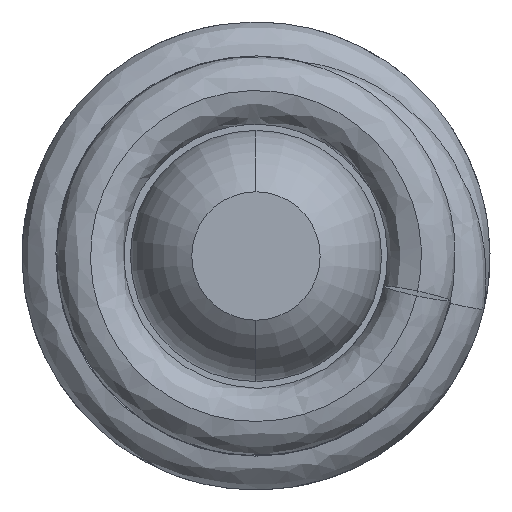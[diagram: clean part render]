
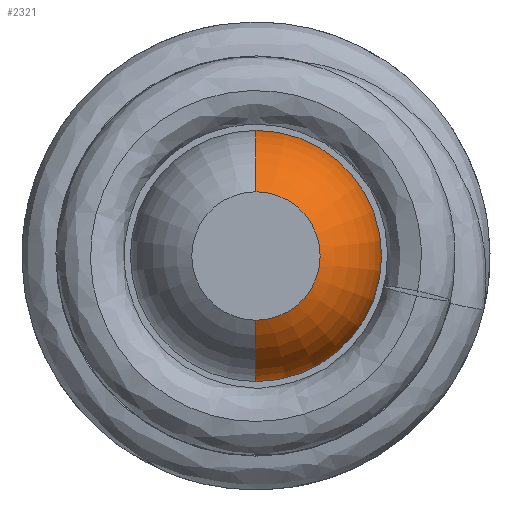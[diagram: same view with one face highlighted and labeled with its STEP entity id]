
A CAD part, front view. The second image highlights one B-rep face of the part: STEP entity #2321.
In plain terms, the highlighted toroidal (fillet/blend) face has major radius 0.035 mm and minor radius 0.65 mm.
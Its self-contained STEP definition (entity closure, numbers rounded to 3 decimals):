
#286 = AXIS2_PLACEMENT_3D ( 'NONE', #4468, #4368, #6269 ) ;
#327 = CIRCLE ( 'NONE', #1744, 0.65 ) ;
#343 = CARTESIAN_POINT ( 'NONE',  ( 0., -24.431, 0.685 ) ) ;
#568 = DIRECTION ( 'NONE',  ( 0., 0., -1. ) ) ;
#693 = CARTESIAN_POINT ( 'NONE',  ( 0., -24.431, 0.035 ) ) ;
#809 = TOROIDAL_SURFACE ( 'NONE', #6391, 0.035, 0.65 ) ;
#900 = VERTEX_POINT ( 'NONE', #6580 ) ;
#1435 = CIRCLE ( 'NONE', #286, 0.35 ) ;
#1744 = AXIS2_PLACEMENT_3D ( 'NONE', #693, #2403, #3000 ) ;
#1813 = CIRCLE ( 'NONE', #3638, 0.65 ) ;
#2321 = ADVANCED_FACE ( 'Defeature ausgef�hrt1_1', ( #7318 ), #809, .T. ) ;
#2403 = DIRECTION ( 'NONE',  ( 1., 0., 0. ) ) ;
#2652 = CARTESIAN_POINT ( 'NONE',  ( 0., -24.431, 0. ) ) ;
#2821 = CARTESIAN_POINT ( 'NONE',  ( 0., -24.431, -0.035 ) ) ;
#3000 = DIRECTION ( 'NONE',  ( 0., 0., -1. ) ) ;
#3147 = EDGE_LOOP ( 'NONE', ( #3414, #7249, #6143, #6367 ) ) ;
#3326 = EDGE_CURVE ( 'Defeature ausgef�hrt1_1+Defeature ausgef�hrt1_0+Defeature ausgef�hrt1_0+Defeature ausgef�hrt1_0', #3528, #7717, #7297, .T. ) ;
#3364 = DIRECTION ( 'NONE',  ( 0., 0., 1. ) ) ;
#3414 = ORIENTED_EDGE ( 'NONE', *, *, #3326, .T. ) ;
#3528 = VERTEX_POINT ( 'NONE', #7592 ) ;
#3638 = AXIS2_PLACEMENT_3D ( 'NONE', #2821, #5166, #3364 ) ;
#3689 = EDGE_CURVE ( 'NONE', #3528, #7121, #1813, .T. ) ;
#4368 = DIRECTION ( 'NONE',  ( 0., -1., 0. ) ) ;
#4394 = EDGE_CURVE ( 'NONE', #7717, #900, #327, .T. ) ;
#4468 = CARTESIAN_POINT ( 'NONE',  ( 0., -25., 0. ) ) ;
#4690 = DIRECTION ( 'NONE',  ( 0., -1., 0. ) ) ;
#5130 = AXIS2_PLACEMENT_3D ( 'NONE', #2652, #6244, #6836 ) ;
#5157 = CARTESIAN_POINT ( 'NONE',  ( 0., -25., -0.35 ) ) ;
#5166 = DIRECTION ( 'NONE',  ( -1., 0., 0. ) ) ;
#6143 = ORIENTED_EDGE ( 'NONE', *, *, #6947, .F. ) ;
#6244 = DIRECTION ( 'NONE',  ( 0., -1., 0. ) ) ;
#6269 = DIRECTION ( 'NONE',  ( 0., 0., -1. ) ) ;
#6367 = ORIENTED_EDGE ( 'NONE', *, *, #3689, .F. ) ;
#6391 = AXIS2_PLACEMENT_3D ( 'NONE', #7084, #4690, #568 ) ;
#6580 = CARTESIAN_POINT ( 'NONE',  ( 0., -25., 0.35 ) ) ;
#6836 = DIRECTION ( 'NONE',  ( 0., 0., -1. ) ) ;
#6947 = EDGE_CURVE ( 'Defeature ausgef�hrt1_26+Defeature ausgef�hrt1_1+Defeature ausgef�hrt1_1+Defeature ausgef�hrt1_1', #7121, #900, #1435, .T. ) ;
#7084 = CARTESIAN_POINT ( 'NONE',  ( 0., -24.431, 0. ) ) ;
#7121 = VERTEX_POINT ( 'NONE', #5157 ) ;
#7249 = ORIENTED_EDGE ( 'NONE', *, *, #4394, .T. ) ;
#7297 = CIRCLE ( 'NONE', #5130, 0.685 ) ;
#7318 = FACE_OUTER_BOUND ( 'NONE', #3147, .T. ) ;
#7592 = CARTESIAN_POINT ( 'NONE',  ( 0., -24.431, -0.685 ) ) ;
#7717 = VERTEX_POINT ( 'NONE', #343 ) ;
